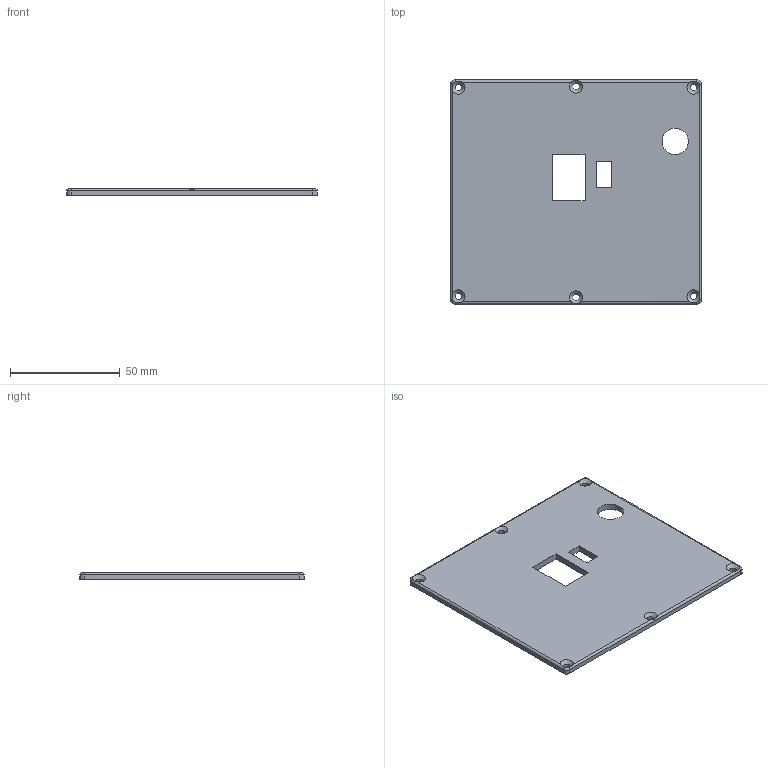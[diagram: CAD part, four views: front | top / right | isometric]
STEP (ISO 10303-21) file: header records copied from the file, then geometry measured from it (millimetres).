
FILE_DESCRIPTION(/* description */ (''),/* implementation_level */ '2;1');
FILE_NAME(/* name */ 'tutup cover12.stp',/* time_stamp */ '2025-06-01T09:59:10+07:00',/* author */ ('HP'),/* organization */ (''),/* preprocessor_version */ 'ST-DEVELOPER v20',/* originating_system */ 'Autodesk Inventor 2025',/* authorisation */ '');
FILE_SCHEMA (('AUTOMOTIVE_DESIGN { 1 0 10303 214 3 1 1 }'));
Length unit declared in the file: millimetre
Products named in the file (1): tutup cover
Bounding box: 114 x 102 x 3 mm (x, y, z)
Volume: 33034.6 mm3; surface area: 23820.3 mm2
Topology: 1 solids, 1 shells, 43 faces, 127 edges, 80 vertices
Faces by surface type: plane 18, cylinder 15, cone 6, bspline 4
Full cylindrical faces by diameter (mm): 3 x6, 12 x1
Entity records: 1624 total; most frequent: CARTESIAN_POINT 415, ORIENTED_EDGE 254, DIRECTION 235, EDGE_CURVE 127, AXIS2_PLACEMENT_3D 88, VERTEX_POINT 80, LINE 59, VECTOR 59
